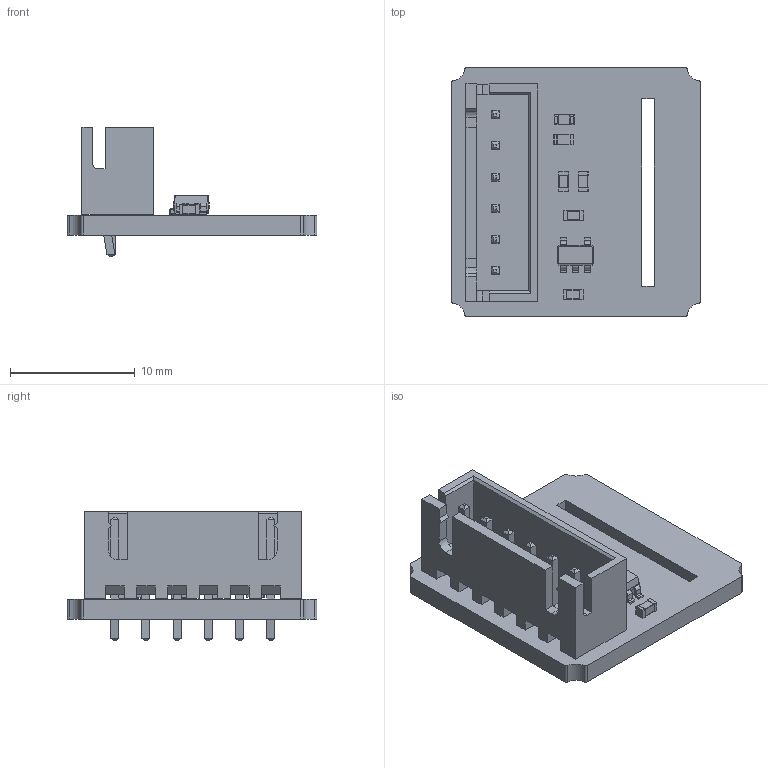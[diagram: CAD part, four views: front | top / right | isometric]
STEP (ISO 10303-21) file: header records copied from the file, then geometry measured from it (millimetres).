
FILE_DESCRIPTION(('KiCad electronic assembly'),'2;1');
FILE_NAME('B-ESP01M-BRK-01MBR-R01.step','2024-12-06T08:21:14',('Pcbnew') ,('Kicad'),'Open CASCADE STEP processor 7.7','KiCad to STEP converter' ,'Unknown');
FILE_SCHEMA(('AUTOMOTIVE_DESIGN { 1 0 10303 214 1 1 1 1 }'));
Length unit declared in the file: millimetre
Products named in the file (12): B-ESP01M-BRK-01MBR-R01 1; JST_XH_B6B-XH-A_1x06_P2.50mm_Vertical; JST_B6B_XH_A; C_0603_1608Metric; LED_0603_1608Metric; R_0603_1608Metric; SOT-23-5; SOT_23_5; _autosave-B-ESP01M-BRK-01MBR-R01_PCB
Assembly tree (14 placements, depth 3):
  B-ESP01M-BRK-01MBR-R01 1
    JST_XH_B6B-XH-A_1x06_P2.50mm_Vertical
      JST_B6B_XH_A
    C_0603_1608Metric  x4
      C_0603_1608Metric
    LED_0603_1608Metric
      LED_0603_1608Metric
    R_0603_1608Metric
      R_0603_1608Metric
    SOT-23-5
      SOT_23_5
    _autosave-B-ESP01M-BRK-01MBR-R01_PCB
Bounding box: 20 x 20 x 10.4 mm (x, y, z)
Volume: 953.5 mm3; surface area: 1885.3 mm2
Topology: 9 solids, 9 shells, 514 faces, 1327 edges, 852 vertices
Faces by surface type: plane 379, cylinder 106, bspline 29
Full cylindrical faces by diameter (mm): 0.95 x6
Entity records: 15886 total; most frequent: CARTESIAN_POINT 2383, ORIENTED_EDGE 2222, DIRECTION 2051, EDGE_CURVE 1111, LINE 939, VECTOR 939, VERTEX_POINT 708, AXIS2_PLACEMENT_3D 556
